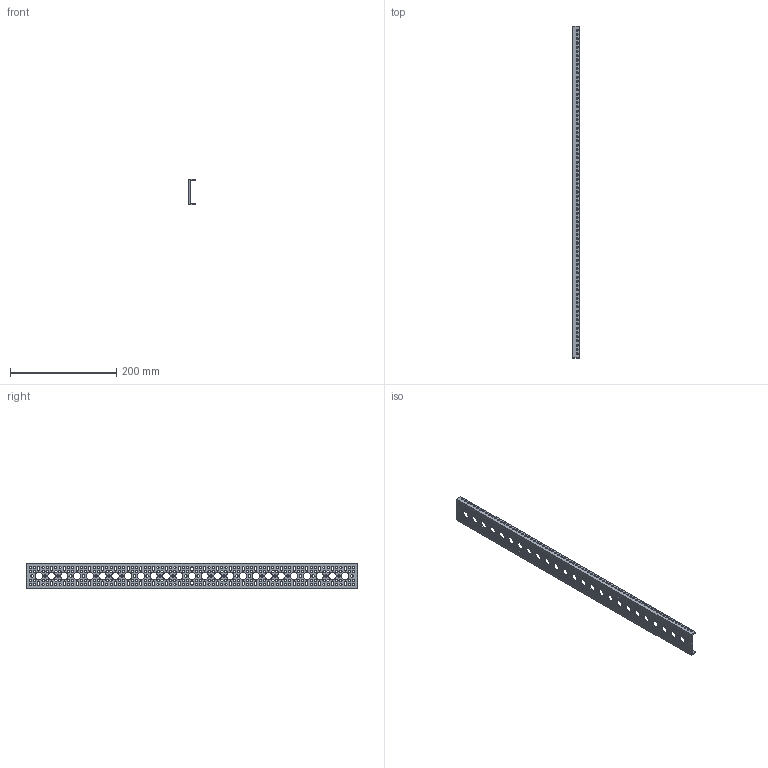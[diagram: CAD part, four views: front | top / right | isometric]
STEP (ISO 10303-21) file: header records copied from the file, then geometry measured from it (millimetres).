
FILE_DESCRIPTION (( 'STEP AP203' ), '1' );
FILE_NAME ('1107-0025-0624 rev1.STEP', '2017-05-12T20:25:51', ( '' ), ( '' ), 'SwSTEP 2.0', 'SolidWorks 2016', '' );
FILE_SCHEMA (( 'CONFIG_CONTROL_DESIGN' ));
Length unit declared in the file: millimetre
Products named in the file (1): 1107-0025-0624 rev1
Bounding box: 12 x 624 x 48 mm (x, y, z)
Volume: 77724.9 mm3; surface area: 83850.9 mm2
Topology: 1 solids, 1 shells, 1425 faces, 4269 edges, 2846 vertices
Faces by surface type: cylinder 1055, plane 370
Entity records: 51022 total; most frequent: DIRECTION 9231, CARTESIAN_POINT 8541, ORIENTED_EDGE 8538, EDGE_CURVE 4269, AXIS2_PLACEMENT_3D 3536, VERTEX_POINT 2846, EDGE_LOOP 2351, VECTOR 2159
